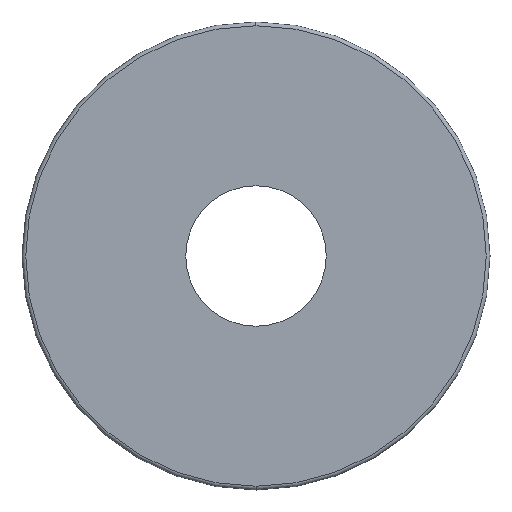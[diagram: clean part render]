
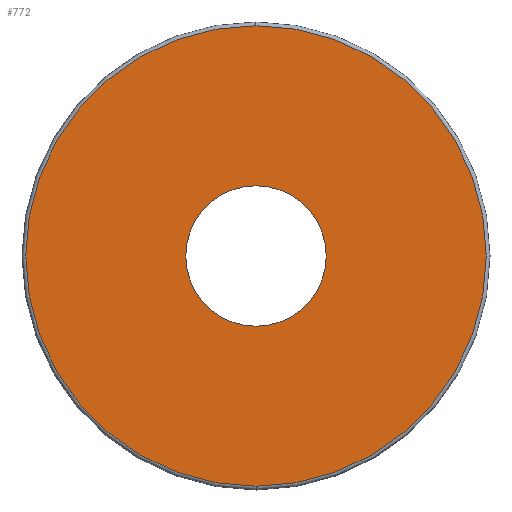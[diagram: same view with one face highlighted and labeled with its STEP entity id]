
A CAD part, left-side view. The second image highlights one B-rep face of the part: STEP entity #772.
In plain terms, the highlighted planar face has unit normal (-1, 0, 0).
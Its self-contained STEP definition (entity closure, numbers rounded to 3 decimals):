
#16 = ORIENTED_EDGE ( 'NONE', *, *, #490, .T. ) ;
#27 = CARTESIAN_POINT ( 'NONE',  ( -3., 0., 6.55 ) ) ;
#87 = CIRCLE ( 'NONE', #860, 3.75 ) ;
#101 = CIRCLE ( 'NONE', #874, 12.3 ) ;
#116 = AXIS2_PLACEMENT_3D ( 'NONE', #1370, #1037, #594 ) ;
#137 = EDGE_CURVE ( 'NONE', #999, #767, #101, .T. ) ;
#139 = CARTESIAN_POINT ( 'NONE',  ( -3., 0., -5.75 ) ) ;
#211 = CARTESIAN_POINT ( 'NONE',  ( -3., 0., -18.05 ) ) ;
#219 = FACE_BOUND ( 'NONE', #1032, .T. ) ;
#222 = EDGE_CURVE ( 'NONE', #767, #999, #1055, .T. ) ;
#289 = CARTESIAN_POINT ( 'NONE',  ( -3., 0., -2. ) ) ;
#313 = CARTESIAN_POINT ( 'NONE',  ( -3., 0., -5.75 ) ) ;
#362 = CIRCLE ( 'NONE', #116, 3.75 ) ;
#397 = CARTESIAN_POINT ( 'NONE',  ( -3., 0., -5.75 ) ) ;
#407 = ORIENTED_EDGE ( 'NONE', *, *, #222, .T. ) ;
#451 = AXIS2_PLACEMENT_3D ( 'NONE', #1234, #1326, #1018 ) ;
#485 = VERTEX_POINT ( 'NONE', #289 ) ;
#490 = EDGE_CURVE ( 'NONE', #485, #624, #362, .T. ) ;
#508 = ORIENTED_EDGE ( 'NONE', *, *, #137, .T. ) ;
#576 = AXIS2_PLACEMENT_3D ( 'NONE', #313, #733, #953 ) ;
#594 = DIRECTION ( 'NONE',  ( 0., 0., -1. ) ) ;
#624 = VERTEX_POINT ( 'NONE', #705 ) ;
#634 = PLANE ( 'NONE',  #576 ) ;
#705 = CARTESIAN_POINT ( 'NONE',  ( -3., 0., -9.5 ) ) ;
#731 = EDGE_CURVE ( 'NONE', #624, #485, #87, .T. ) ;
#733 = DIRECTION ( 'NONE',  ( 1., 0., 0. ) ) ;
#767 = VERTEX_POINT ( 'NONE', #211 ) ;
#772 = ADVANCED_FACE ( 'NONE', ( #219, #1383 ), #634, .F. ) ;
#820 = DIRECTION ( 'NONE',  ( 1., 0., 0. ) ) ;
#860 = AXIS2_PLACEMENT_3D ( 'NONE', #397, #820, #935 ) ;
#874 = AXIS2_PLACEMENT_3D ( 'NONE', #139, #964, #881 ) ;
#881 = DIRECTION ( 'NONE',  ( 0., 0., -1. ) ) ;
#935 = DIRECTION ( 'NONE',  ( 0., 0., -1. ) ) ;
#953 = DIRECTION ( 'NONE',  ( 0., 0., -1. ) ) ;
#964 = DIRECTION ( 'NONE',  ( -1., 0., 0. ) ) ;
#973 = EDGE_LOOP ( 'NONE', ( #407, #508 ) ) ;
#999 = VERTEX_POINT ( 'NONE', #27 ) ;
#1018 = DIRECTION ( 'NONE',  ( 0., 0., -1. ) ) ;
#1032 = EDGE_LOOP ( 'NONE', ( #1260, #16 ) ) ;
#1037 = DIRECTION ( 'NONE',  ( 1., 0., 0. ) ) ;
#1055 = CIRCLE ( 'NONE', #451, 12.3 ) ;
#1234 = CARTESIAN_POINT ( 'NONE',  ( -3., 0., -5.75 ) ) ;
#1260 = ORIENTED_EDGE ( 'NONE', *, *, #731, .T. ) ;
#1326 = DIRECTION ( 'NONE',  ( -1., 0., 0. ) ) ;
#1370 = CARTESIAN_POINT ( 'NONE',  ( -3., 0., -5.75 ) ) ;
#1383 = FACE_OUTER_BOUND ( 'NONE', #973, .T. ) ;
